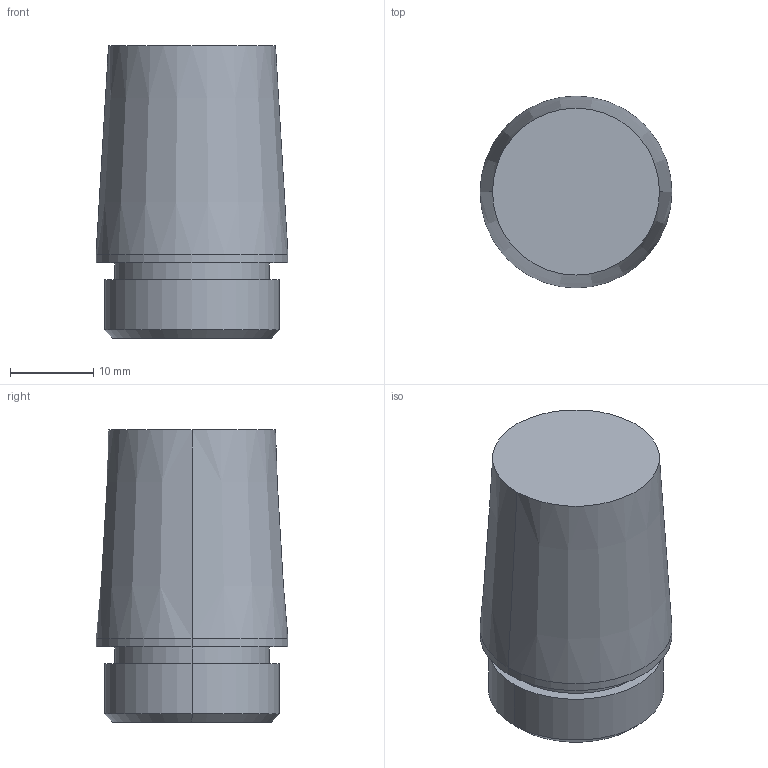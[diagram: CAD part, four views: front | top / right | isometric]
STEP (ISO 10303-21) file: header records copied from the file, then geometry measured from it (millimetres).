
FILE_DESCRIPTION(( 'MV.11CQ00.12.STEP' ), '1');
FILE_NAME( 'MV.11CQ00.12.STEP', '2018-11-06T15:22:43',( 'Sopra'),('sopra-pneumatic.com'), 'SwSTEP 2.0','SolidWorks 2009','' );
FILE_SCHEMA (( 'CONFIG_CONTROL_DESIGN' ));
Length unit declared in the file: millimetre
Products named in the file (1): MV.11CQ00.12
Bounding box: 23 x 23 x 35 mm (x, y, z)
Surface area: 4583.8 mm2 (no closed solid volume)
Topology: 0 solids, 2 shells, 26 faces, 52 edges, 34 vertices
Faces by surface type: cylinder 12, plane 8, cone 6
Entity records: 772 total; most frequent: DIRECTION 140, CARTESIAN_POINT 113, ORIENTED_EDGE 104, AXIS2_PLACEMENT_3D 61, EDGE_CURVE 52, CIRCLE 34, VERTEX_POINT 34, EDGE_LOOP 32
